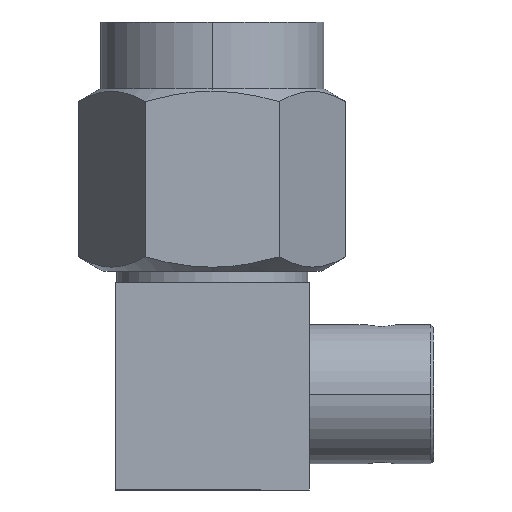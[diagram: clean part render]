
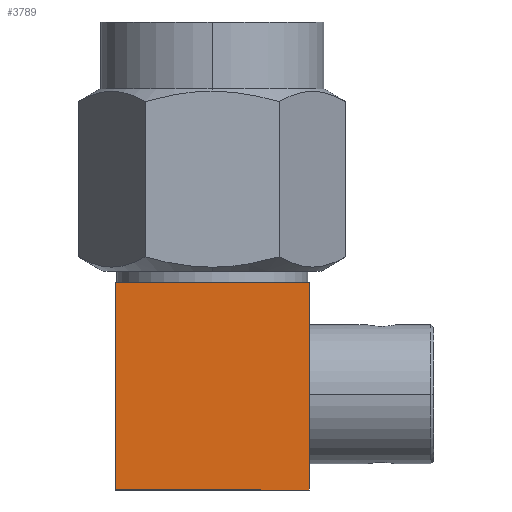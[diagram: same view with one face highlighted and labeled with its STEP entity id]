
A CAD part, left-side view. The second image highlights one B-rep face of the part: STEP entity #3789.
In plain terms, the highlighted planar face has unit normal (-1, 0, 0).
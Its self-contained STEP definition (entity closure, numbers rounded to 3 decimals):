
#327 = DIRECTION ( 'NONE',  ( 0., 0., 1. ) ) ;
#517 = EDGE_CURVE ( 'NONE', #3147, #2648, #2185, .T. ) ;
#606 = ORIENTED_EDGE ( 'NONE', *, *, #2020, .T. ) ;
#874 = EDGE_LOOP ( 'NONE', ( #606, #2681, #1843, #1874 ) ) ;
#935 = DIRECTION ( 'NONE',  ( 0., -1., 0. ) ) ;
#1063 = PLANE ( 'NONE',  #1717 ) ;
#1073 = DIRECTION ( 'NONE',  ( 0., 1., 0. ) ) ;
#1252 = CARTESIAN_POINT ( 'NONE',  ( -3.35, -3.35, -16.15 ) ) ;
#1305 = DIRECTION ( 'NONE',  ( 0., 0., 1. ) ) ;
#1307 = CARTESIAN_POINT ( 'NONE',  ( -3.35, -3.35, -9. ) ) ;
#1649 = VERTEX_POINT ( 'NONE', #1307 ) ;
#1717 = AXIS2_PLACEMENT_3D ( 'NONE', #3171, #2228, #2262 ) ;
#1843 = ORIENTED_EDGE ( 'NONE', *, *, #2633, .T. ) ;
#1874 = ORIENTED_EDGE ( 'NONE', *, *, #517, .F. ) ;
#1973 = CARTESIAN_POINT ( 'NONE',  ( -3.35, -3.35, -22.85 ) ) ;
#2020 = EDGE_CURVE ( 'NONE', #3147, #2840, #2158, .T. ) ;
#2122 = CARTESIAN_POINT ( 'NONE',  ( -3.35, 2.5, -16.15 ) ) ;
#2158 = LINE ( 'NONE', #2122, #3658 ) ;
#2185 = LINE ( 'NONE', #2807, #3067 ) ;
#2228 = DIRECTION ( 'NONE',  ( 1., 0., 0. ) ) ;
#2262 = DIRECTION ( 'NONE',  ( 0., -1., 0. ) ) ;
#2327 = VECTOR ( 'NONE', #1073, 1000. ) ;
#2515 = CARTESIAN_POINT ( 'NONE',  ( -3.35, 8.5, -9. ) ) ;
#2633 = EDGE_CURVE ( 'NONE', #1649, #2648, #3204, .T. ) ;
#2648 = VERTEX_POINT ( 'NONE', #2908 ) ;
#2681 = ORIENTED_EDGE ( 'NONE', *, *, #3849, .T. ) ;
#2807 = CARTESIAN_POINT ( 'NONE',  ( -3.35, 3.35, -22.85 ) ) ;
#2840 = VERTEX_POINT ( 'NONE', #1252 ) ;
#2908 = CARTESIAN_POINT ( 'NONE',  ( -3.35, 3.35, -9. ) ) ;
#3067 = VECTOR ( 'NONE', #327, 1000. ) ;
#3080 = FACE_OUTER_BOUND ( 'NONE', #874, .T. ) ;
#3147 = VERTEX_POINT ( 'NONE', #3479 ) ;
#3171 = CARTESIAN_POINT ( 'NONE',  ( -3.35, -3.35, -22.85 ) ) ;
#3204 = LINE ( 'NONE', #2515, #2327 ) ;
#3271 = VECTOR ( 'NONE', #1305, 1000. ) ;
#3314 = LINE ( 'NONE', #1973, #3271 ) ;
#3479 = CARTESIAN_POINT ( 'NONE',  ( -3.35, 3.35, -16.15 ) ) ;
#3658 = VECTOR ( 'NONE', #935, 1000. ) ;
#3789 = ADVANCED_FACE ( 'NONE', ( #3080 ), #1063, .F. ) ;
#3849 = EDGE_CURVE ( 'NONE', #2840, #1649, #3314, .T. ) ;
